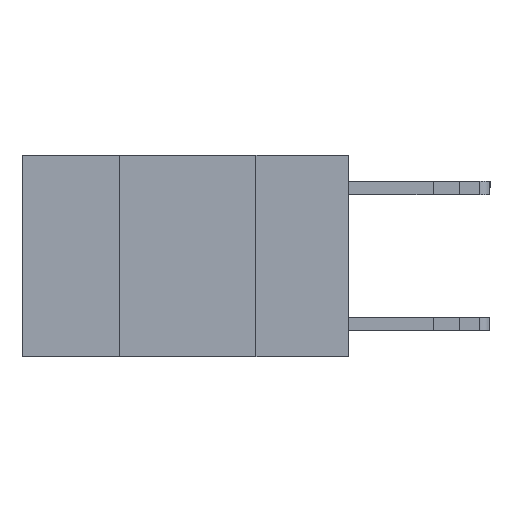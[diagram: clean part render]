
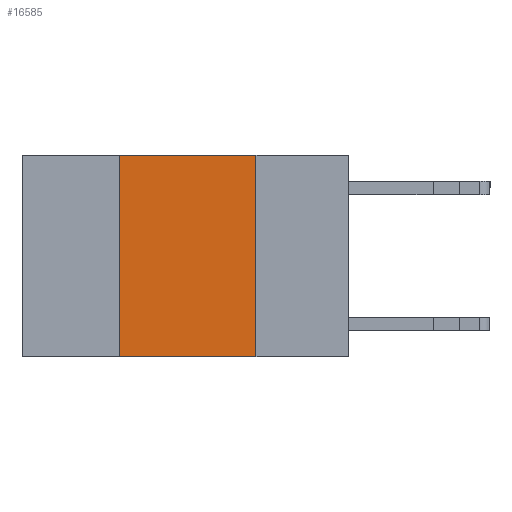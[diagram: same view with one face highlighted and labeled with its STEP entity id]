
A CAD part, left-side view. The second image highlights one B-rep face of the part: STEP entity #16585.
In plain terms, the highlighted planar face has unit normal (-1, 0, 0).
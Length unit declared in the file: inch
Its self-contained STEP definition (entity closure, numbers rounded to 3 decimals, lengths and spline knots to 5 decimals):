
#50 = LINE ( 'NONE', #18542, #3453 ) ;
#164 = CARTESIAN_POINT ( 'NONE',  ( 0., 0.42, 0. ) ) ;
#328 = FACE_OUTER_BOUND ( 'NONE', #542, .T. ) ;
#542 = EDGE_LOOP ( 'NONE', ( #14856, #1204, #18970, #1596 ) ) ;
#602 = VERTEX_POINT ( 'NONE', #11267 ) ;
#696 = CARTESIAN_POINT ( 'NONE',  ( 0., 0.42, -0.37 ) ) ;
#1204 = ORIENTED_EDGE ( 'NONE', *, *, #12005, .F. ) ;
#1596 = ORIENTED_EDGE ( 'NONE', *, *, #4869, .T. ) ;
#1788 = CARTESIAN_POINT ( 'NONE',  ( 0., 0.6, 0. ) ) ;
#3453 = VECTOR ( 'NONE', #23851, 39.37008 ) ;
#4067 = LINE ( 'NONE', #11455, #12255 ) ;
#4308 = DIRECTION ( 'NONE',  ( 0., -1., 0. ) ) ;
#4869 = EDGE_CURVE ( 'NONE', #5124, #11723, #4067, .T. ) ;
#5124 = VERTEX_POINT ( 'NONE', #696 ) ;
#5405 = DIRECTION ( 'NONE',  ( 0., 0., -1. ) ) ;
#5415 = VERTEX_POINT ( 'NONE', #20255 ) ;
#5634 = DIRECTION ( 'NONE',  ( 1., 0., 0. ) ) ;
#7609 = EDGE_CURVE ( 'NONE', #602, #11723, #12448, .T. ) ;
#9214 = LINE ( 'NONE', #164, #14229 ) ;
#11267 = CARTESIAN_POINT ( 'NONE',  ( 0., 0.17, 0. ) ) ;
#11455 = CARTESIAN_POINT ( 'NONE',  ( 0., 0.6, -0.37 ) ) ;
#11723 = VERTEX_POINT ( 'NONE', #15200 ) ;
#12005 = EDGE_CURVE ( 'NONE', #5415, #602, #50, .T. ) ;
#12020 = EDGE_CURVE ( 'NONE', #5124, #5415, #9214, .T. ) ;
#12255 = VECTOR ( 'NONE', #4308, 39.37008 ) ;
#12448 = LINE ( 'NONE', #12561, #14217 ) ;
#12561 = CARTESIAN_POINT ( 'NONE',  ( 0., 0.17, 0. ) ) ;
#12861 = AXIS2_PLACEMENT_3D ( 'NONE', #1788, #5634, #5405 ) ;
#14217 = VECTOR ( 'NONE', #18020, 39.37008 ) ;
#14229 = VECTOR ( 'NONE', #14656, 39.37008 ) ;
#14656 = DIRECTION ( 'NONE',  ( 0., 0., 1. ) ) ;
#14856 = ORIENTED_EDGE ( 'NONE', *, *, #7609, .F. ) ;
#15200 = CARTESIAN_POINT ( 'NONE',  ( 0., 0.17, -0.37 ) ) ;
#16585 = ADVANCED_FACE ( 'NONE', ( #328 ), #20271, .F. ) ;
#18020 = DIRECTION ( 'NONE',  ( 0., 0., -1. ) ) ;
#18542 = CARTESIAN_POINT ( 'NONE',  ( 0., 0.6, 0. ) ) ;
#18970 = ORIENTED_EDGE ( 'NONE', *, *, #12020, .F. ) ;
#20255 = CARTESIAN_POINT ( 'NONE',  ( 0., 0.42, 0. ) ) ;
#20271 = PLANE ( 'NONE',  #12861 ) ;
#23851 = DIRECTION ( 'NONE',  ( 0., -1., 0. ) ) ;
